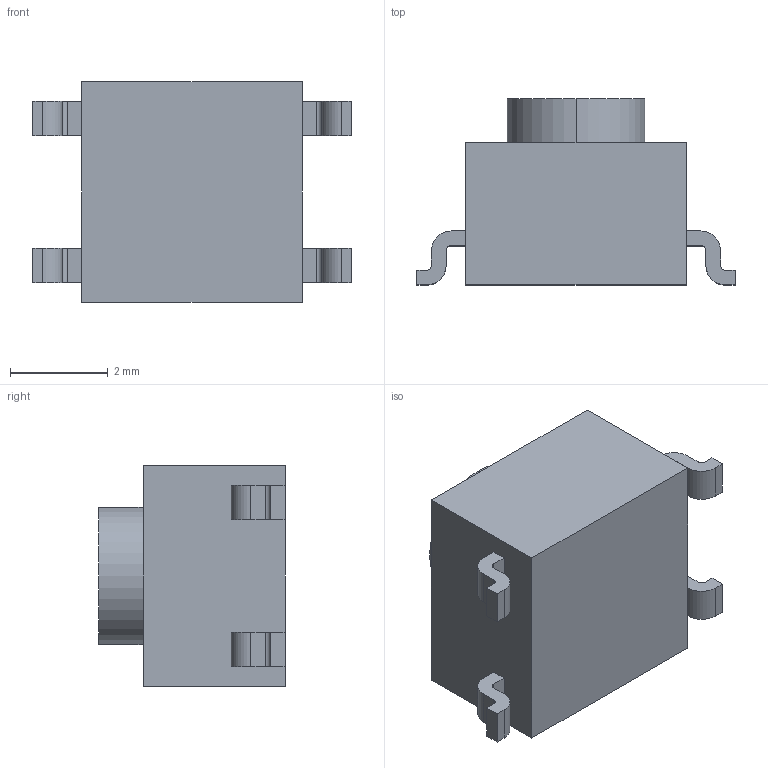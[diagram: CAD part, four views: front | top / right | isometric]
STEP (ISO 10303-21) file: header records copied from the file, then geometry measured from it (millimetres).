
FILE_DESCRIPTION (( 'STEP AP203' ), '1' );
FILE_NAME ('40-02693.STEP', '2022-04-08T17:00:36', ( '' ), ( '' ), 'SwSTEP 2.0', 'SolidWorks 2021', '' );
FILE_SCHEMA (( 'CONFIG_CONTROL_DESIGN' ));
Length unit declared in the file: millimetre
Products named in the file (1): 40-02693
Bounding box: 6.5 x 3.8 x 4.5 mm (x, y, z)
Volume: 65.6 mm3; surface area: 113.3 mm2
Topology: 1 solids, 1 shells, 61 faces, 162 edges, 108 vertices
Faces by surface type: plane 43, cylinder 18
Entity records: 1969 total; most frequent: CARTESIAN_POINT 332, ORIENTED_EDGE 324, DIRECTION 322, EDGE_CURVE 162, VECTOR 126, LINE 126, VERTEX_POINT 108, AXIS2_PLACEMENT_3D 98
